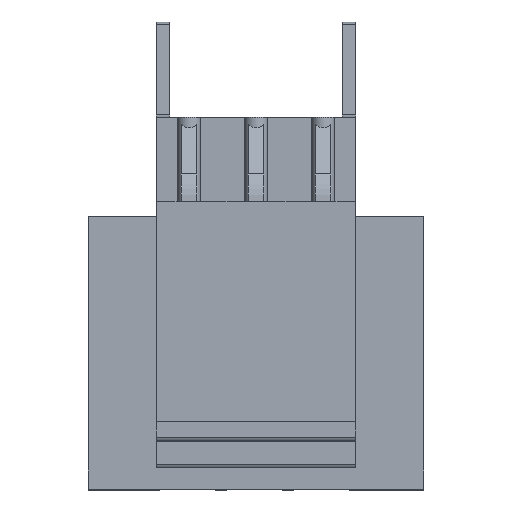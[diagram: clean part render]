
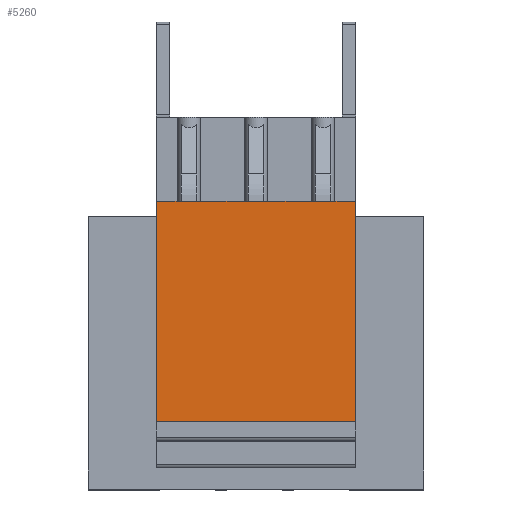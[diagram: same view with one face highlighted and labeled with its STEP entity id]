
A CAD part, top view. The second image highlights one B-rep face of the part: STEP entity #5260.
In plain terms, the highlighted planar face has unit normal (0, 0, 1).
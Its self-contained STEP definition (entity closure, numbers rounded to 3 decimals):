
#5035=AXIS2_PLACEMENT_3D('Plane Axis2P3D',#5032,#5033,#5034) ;
#5032=CARTESIAN_POINT('Axis2P3D Location',(0.,2.5,33.)) ;
#5165=CARTESIAN_POINT('Vertex',(13.95,3.5,33.)) ;
#5168=CARTESIAN_POINT('Line Origine',(8.75,3.5,33.)) ;
#5172=CARTESIAN_POINT('Vertex',(3.55,3.5,33.)) ;
#5187=CARTESIAN_POINT('Line Origine',(13.95,9.25,33.)) ;
#5191=CARTESIAN_POINT('Vertex',(13.95,15.,33.)) ;
#5194=CARTESIAN_POINT('Line Origine',(13.3,15.,33.)) ;
#5198=CARTESIAN_POINT('Vertex',(12.65,15.,33.)) ;
#5201=CARTESIAN_POINT('Line Origine',(12.25,15.,33.)) ;
#5205=CARTESIAN_POINT('Vertex',(11.85,15.,33.)) ;
#5208=CARTESIAN_POINT('Line Origine',(10.5,15.,33.)) ;
#5212=CARTESIAN_POINT('Vertex',(9.15,15.,33.)) ;
#5215=CARTESIAN_POINT('Line Origine',(8.75,15.,33.)) ;
#5219=CARTESIAN_POINT('Vertex',(8.35,15.,33.)) ;
#5222=CARTESIAN_POINT('Line Origine',(7.,15.,33.)) ;
#5226=CARTESIAN_POINT('Vertex',(5.65,15.,33.)) ;
#5229=CARTESIAN_POINT('Line Origine',(5.25,15.,33.)) ;
#5233=CARTESIAN_POINT('Vertex',(4.85,15.,33.)) ;
#5236=CARTESIAN_POINT('Line Origine',(4.2,15.,33.)) ;
#5240=CARTESIAN_POINT('Vertex',(3.55,15.,33.)) ;
#5243=CARTESIAN_POINT('Line Origine',(3.55,9.25,33.)) ;
#5033=DIRECTION('Axis2P3D Direction',(-0.,0.,1.)) ;
#5034=DIRECTION('Axis2P3D XDirection',(0.,-1.,0.)) ;
#5169=DIRECTION('Vector Direction',(1.,0.,0.)) ;
#5188=DIRECTION('Vector Direction',(0.,-1.,0.)) ;
#5195=DIRECTION('Vector Direction',(1.,0.,0.)) ;
#5202=DIRECTION('Vector Direction',(1.,0.,0.)) ;
#5209=DIRECTION('Vector Direction',(1.,0.,0.)) ;
#5216=DIRECTION('Vector Direction',(1.,0.,0.)) ;
#5223=DIRECTION('Vector Direction',(1.,0.,0.)) ;
#5230=DIRECTION('Vector Direction',(1.,0.,0.)) ;
#5237=DIRECTION('Vector Direction',(1.,0.,0.)) ;
#5244=DIRECTION('Vector Direction',(0.,-1.,0.)) ;
#5170=VECTOR('Line Direction',#5169,1.) ;
#5189=VECTOR('Line Direction',#5188,1.) ;
#5196=VECTOR('Line Direction',#5195,1.) ;
#5203=VECTOR('Line Direction',#5202,1.) ;
#5210=VECTOR('Line Direction',#5209,1.) ;
#5217=VECTOR('Line Direction',#5216,1.) ;
#5224=VECTOR('Line Direction',#5223,1.) ;
#5231=VECTOR('Line Direction',#5230,1.) ;
#5238=VECTOR('Line Direction',#5237,1.) ;
#5245=VECTOR('Line Direction',#5244,1.) ;
#5249=ORIENTED_EDGE('',*,*,#5193,.T.) ;
#5250=ORIENTED_EDGE('',*,*,#5200,.F.) ;
#5251=ORIENTED_EDGE('',*,*,#5207,.F.) ;
#5252=ORIENTED_EDGE('',*,*,#5214,.F.) ;
#5253=ORIENTED_EDGE('',*,*,#5221,.F.) ;
#5254=ORIENTED_EDGE('',*,*,#5228,.F.) ;
#5255=ORIENTED_EDGE('',*,*,#5235,.F.) ;
#5256=ORIENTED_EDGE('',*,*,#5242,.F.) ;
#5257=ORIENTED_EDGE('',*,*,#5247,.F.) ;
#5258=ORIENTED_EDGE('',*,*,#5174,.T.) ;
#5260=ADVANCED_FACE('HOUSING',(#5259),#5036,.T.) ;
#5174=EDGE_CURVE('',#5173,#5166,#5171,.T.) ;
#5193=EDGE_CURVE('',#5166,#5192,#5190,.F.) ;
#5200=EDGE_CURVE('',#5199,#5192,#5197,.T.) ;
#5207=EDGE_CURVE('',#5206,#5199,#5204,.T.) ;
#5214=EDGE_CURVE('',#5213,#5206,#5211,.T.) ;
#5221=EDGE_CURVE('',#5220,#5213,#5218,.T.) ;
#5228=EDGE_CURVE('',#5227,#5220,#5225,.T.) ;
#5235=EDGE_CURVE('',#5234,#5227,#5232,.T.) ;
#5242=EDGE_CURVE('',#5241,#5234,#5239,.T.) ;
#5247=EDGE_CURVE('',#5173,#5241,#5246,.F.) ;
#5248=EDGE_LOOP('',(#5249,#5250,#5251,#5252,#5253,#5254,#5255,#5256,#5257,#5258)) ;
#5259=FACE_OUTER_BOUND('',#5248,.T.) ;
#5171=LINE('Line',#5168,#5170) ;
#5190=LINE('Line',#5187,#5189) ;
#5197=LINE('Line',#5194,#5196) ;
#5204=LINE('Line',#5201,#5203) ;
#5211=LINE('Line',#5208,#5210) ;
#5218=LINE('Line',#5215,#5217) ;
#5225=LINE('Line',#5222,#5224) ;
#5232=LINE('Line',#5229,#5231) ;
#5239=LINE('Line',#5236,#5238) ;
#5246=LINE('Line',#5243,#5245) ;
#5036=PLANE('',#5035) ;
#5166=VERTEX_POINT('',#5165) ;
#5173=VERTEX_POINT('',#5172) ;
#5192=VERTEX_POINT('',#5191) ;
#5199=VERTEX_POINT('',#5198) ;
#5206=VERTEX_POINT('',#5205) ;
#5213=VERTEX_POINT('',#5212) ;
#5220=VERTEX_POINT('',#5219) ;
#5227=VERTEX_POINT('',#5226) ;
#5234=VERTEX_POINT('',#5233) ;
#5241=VERTEX_POINT('',#5240) ;
